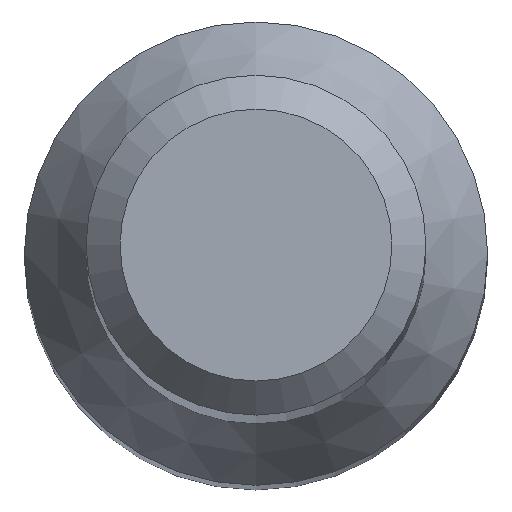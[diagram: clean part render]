
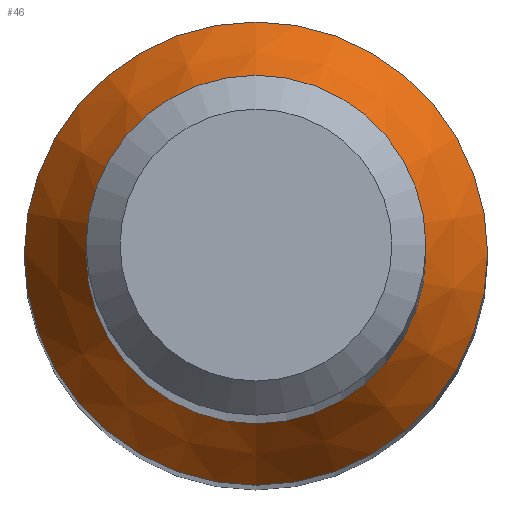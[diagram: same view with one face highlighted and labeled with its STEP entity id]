
A CAD part, top view. The second image highlights one B-rep face of the part: STEP entity #46.
In plain terms, the highlighted conical face has half-angle 30 degrees and reference radius 1.25 mm.
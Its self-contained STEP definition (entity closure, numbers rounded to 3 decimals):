
#8 = CARTESIAN_POINT ( 'NONE',  ( 0., 0., 20.786 ) ) ;
#10 = EDGE_LOOP ( 'NONE', ( #191 ) ) ;
#14 = DIRECTION ( 'NONE',  ( 0., 0., -1. ) ) ;
#22 = CIRCLE ( 'NONE', #203, 1.25 ) ;
#46 = ADVANCED_FACE ( 'NONE', ( #222, #65 ), #168, .T. ) ;
#65 = FACE_BOUND ( 'NONE', #173, .T. ) ;
#71 = AXIS2_PLACEMENT_3D ( 'NONE', #8, #87, #117 ) ;
#77 = CARTESIAN_POINT ( 'NONE',  ( 0., 1.25, 20.786 ) ) ;
#87 = DIRECTION ( 'NONE',  ( 0., 0., -1. ) ) ;
#100 = CIRCLE ( 'NONE', #185, 1.704 ) ;
#114 = EDGE_CURVE ( 'NONE', #240, #240, #22, .T. ) ;
#117 = DIRECTION ( 'NONE',  ( 0., 1., 0. ) ) ;
#118 = CARTESIAN_POINT ( 'NONE',  ( 0., 0., 20. ) ) ;
#134 = ORIENTED_EDGE ( 'NONE', *, *, #114, .T. ) ;
#141 = CARTESIAN_POINT ( 'NONE',  ( 0., 1.704, 20. ) ) ;
#159 = DIRECTION ( 'NONE',  ( 0., 1., 0. ) ) ;
#168 = CONICAL_SURFACE ( 'NONE', #71, 1.25, 0.524 ) ;
#173 = EDGE_LOOP ( 'NONE', ( #134 ) ) ;
#177 = VERTEX_POINT ( 'NONE', #141 ) ;
#178 = EDGE_CURVE ( 'NONE', #177, #177, #100, .T. ) ;
#185 = AXIS2_PLACEMENT_3D ( 'NONE', #118, #236, #212 ) ;
#191 = ORIENTED_EDGE ( 'NONE', *, *, #178, .F. ) ;
#203 = AXIS2_PLACEMENT_3D ( 'NONE', #209, #14, #159 ) ;
#209 = CARTESIAN_POINT ( 'NONE',  ( 0., 0., 20.786 ) ) ;
#212 = DIRECTION ( 'NONE',  ( 0., 1., 0. ) ) ;
#222 = FACE_OUTER_BOUND ( 'NONE', #10, .T. ) ;
#236 = DIRECTION ( 'NONE',  ( 0., 0., -1. ) ) ;
#240 = VERTEX_POINT ( 'NONE', #77 ) ;
